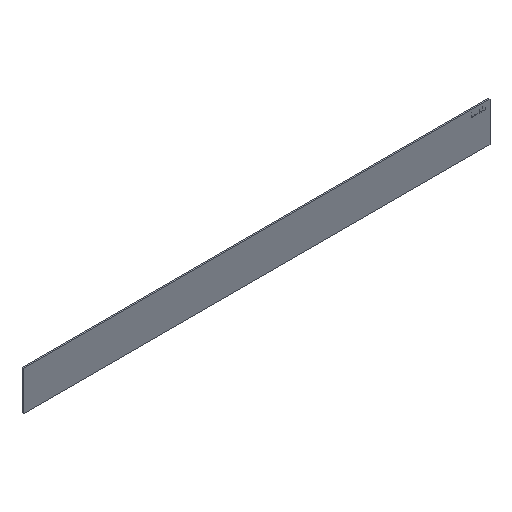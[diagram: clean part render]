
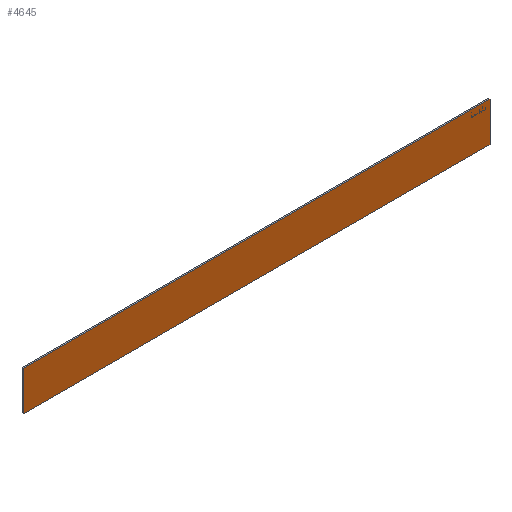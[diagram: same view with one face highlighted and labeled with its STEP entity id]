
A CAD part, isometric view. The second image highlights one B-rep face of the part: STEP entity #4645.
In plain terms, the highlighted planar face has unit normal (0, -1, 0).
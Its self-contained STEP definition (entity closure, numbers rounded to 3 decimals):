
#1309 = EDGE_CURVE ( 'NONE', #9226, #32052, #32271, .T. ) ;
#2004 = VECTOR ( 'NONE', #7553, 1000. ) ;
#2562 = CARTESIAN_POINT ( 'NONE',  ( -75., 0., -6.35 ) ) ;
#2788 = EDGE_LOOP ( 'NONE', ( #29833, #26944, #17989, #8871 ) ) ;
#3857 = PLANE ( 'NONE',  #13328 ) ;
#4645 = ADVANCED_FACE ( 'NONE', ( #19264 ), #3857, .F. ) ;
#5307 = EDGE_CURVE ( 'NONE', #9998, #20151, #20316, .T. ) ;
#6341 = EDGE_CURVE ( 'NONE', #32052, #9998, #9332, .T. ) ;
#6389 = CARTESIAN_POINT ( 'NONE',  ( 75., 0., -6.35 ) ) ;
#6613 = VECTOR ( 'NONE', #24454, 1000. ) ;
#6781 = CARTESIAN_POINT ( 'NONE',  ( -75., 0., 6.35 ) ) ;
#7347 = CARTESIAN_POINT ( 'NONE',  ( 75., 0., -6.35 ) ) ;
#7553 = DIRECTION ( 'NONE',  ( 1., 0., 0. ) ) ;
#8871 = ORIENTED_EDGE ( 'NONE', *, *, #1309, .F. ) ;
#9226 = VERTEX_POINT ( 'NONE', #6781 ) ;
#9332 = LINE ( 'NONE', #6389, #6613 ) ;
#9998 = VERTEX_POINT ( 'NONE', #7347 ) ;
#13328 = AXIS2_PLACEMENT_3D ( 'NONE', #13997, #24055, #21569 ) ;
#13997 = CARTESIAN_POINT ( 'NONE',  ( -75., 0., 6.35 ) ) ;
#14323 = VECTOR ( 'NONE', #23295, 1000. ) ;
#15408 = CARTESIAN_POINT ( 'NONE',  ( -75., 0., -6.35 ) ) ;
#15897 = DIRECTION ( 'NONE',  ( 0., 0., 1. ) ) ;
#17989 = ORIENTED_EDGE ( 'NONE', *, *, #6341, .F. ) ;
#19264 = FACE_OUTER_BOUND ( 'NONE', #2788, .T. ) ;
#20151 = VERTEX_POINT ( 'NONE', #2562 ) ;
#20316 = LINE ( 'NONE', #30743, #14323 ) ;
#21569 = DIRECTION ( 'NONE',  ( 0., 0., 1. ) ) ;
#23295 = DIRECTION ( 'NONE',  ( -1., 0., 0. ) ) ;
#23736 = CARTESIAN_POINT ( 'NONE',  ( 75., 0., 6.35 ) ) ;
#24055 = DIRECTION ( 'NONE',  ( 0., 1., 0. ) ) ;
#24454 = DIRECTION ( 'NONE',  ( 0., 0., -1. ) ) ;
#25186 = EDGE_CURVE ( 'NONE', #20151, #9226, #25966, .T. ) ;
#25376 = VECTOR ( 'NONE', #15897, 1000. ) ;
#25966 = LINE ( 'NONE', #15408, #25376 ) ;
#26944 = ORIENTED_EDGE ( 'NONE', *, *, #5307, .F. ) ;
#27467 = CARTESIAN_POINT ( 'NONE',  ( -75., 0., 6.35 ) ) ;
#29833 = ORIENTED_EDGE ( 'NONE', *, *, #25186, .F. ) ;
#30743 = CARTESIAN_POINT ( 'NONE',  ( -75., 0., -6.35 ) ) ;
#32052 = VERTEX_POINT ( 'NONE', #23736 ) ;
#32271 = LINE ( 'NONE', #27467, #2004 ) ;
